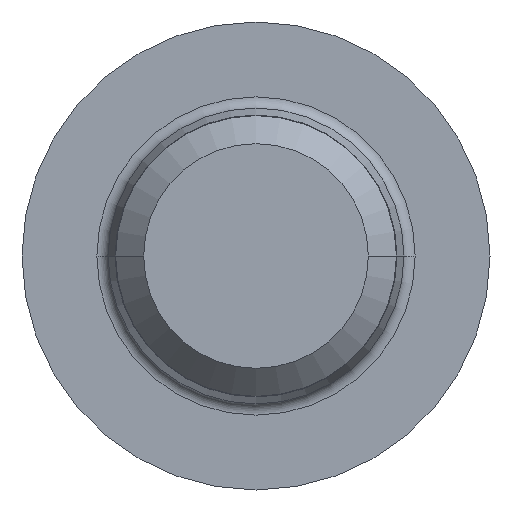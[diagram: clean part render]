
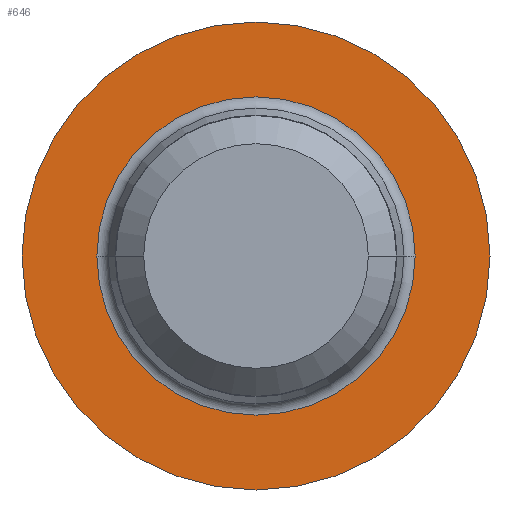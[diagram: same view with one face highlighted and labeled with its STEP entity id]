
A CAD part, front view. The second image highlights one B-rep face of the part: STEP entity #646.
In plain terms, the highlighted planar face has unit normal (0, -1, 0).
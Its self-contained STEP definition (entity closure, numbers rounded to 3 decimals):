
#95=CARTESIAN_POINT('',(0.,0.,0.));
#96=DIRECTION('',(0.,-1.,0.));
#97=DIRECTION('',(1.,0.,0.));
#98=AXIS2_PLACEMENT_3D('',#95,#96,#97);
#100=CARTESIAN_POINT('',(0.,0.,0.));
#101=DIRECTION('',(0.,1.,0.));
#102=DIRECTION('',(1.,0.,0.));
#103=AXIS2_PLACEMENT_3D('',#100,#101,#102);
#113=CARTESIAN_POINT('',(0.,0.,0.));
#114=DIRECTION('',(0.,1.,0.));
#115=DIRECTION('',(1.,0.,0.));
#116=AXIS2_PLACEMENT_3D('',#113,#114,#115);
#118=CARTESIAN_POINT('',(0.,0.,0.));
#119=DIRECTION('',(0.,-1.,0.));
#120=DIRECTION('',(1.,0.,0.));
#121=AXIS2_PLACEMENT_3D('',#118,#119,#120);
#406=CARTESIAN_POINT('',(3.4,0.,0.));
#408=VERTEX_POINT('',#406);
#410=CARTESIAN_POINT('',(-3.4,0.,0.));
#412=VERTEX_POINT('',#410);
#413=CARTESIAN_POINT('',(5.,0.,0.));
#414=CARTESIAN_POINT('',(-5.,0.,0.));
#415=VERTEX_POINT('',#413);
#416=VERTEX_POINT('',#414);
#631=CARTESIAN_POINT('',(0.,0.,0.));
#632=DIRECTION('',(0.,-1.,0.));
#633=DIRECTION('',(-1.,0.,0.));
#634=AXIS2_PLACEMENT_3D('',#631,#632,#633);
#635=PLANE('',#634);
#637=ORIENTED_EDGE('',*,*,#636,.T.);
#639=ORIENTED_EDGE('',*,*,#638,.F.);
#640=EDGE_LOOP('',(#637,#639));
#641=FACE_OUTER_BOUND('',#640,.F.);
#642=ORIENTED_EDGE('',*,*,#613,.T.);
#643=ORIENTED_EDGE('',*,*,#624,.F.);
#644=EDGE_LOOP('',(#642,#643));
#645=FACE_BOUND('',#644,.F.);
#646=ADVANCED_FACE('',(#641,#645),#635,.T.);
#99=CIRCLE('',#98,3.4);
#104=CIRCLE('',#103,3.4);
#117=CIRCLE('',#116,5.);
#122=CIRCLE('',#121,5.);
#613=EDGE_CURVE('',#408,#412,#99,.T.);
#624=EDGE_CURVE('',#408,#412,#104,.T.);
#636=EDGE_CURVE('',#415,#416,#117,.T.);
#638=EDGE_CURVE('',#415,#416,#122,.T.);
